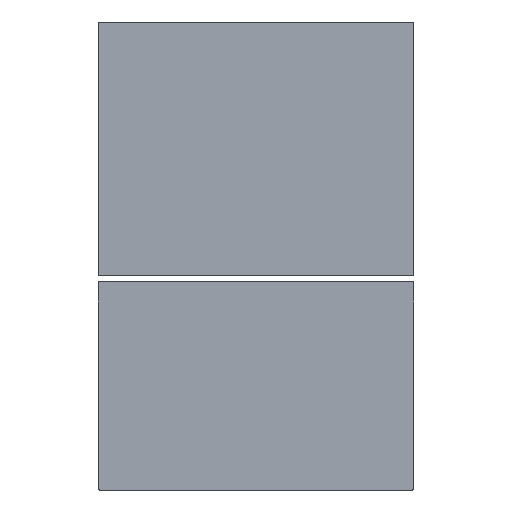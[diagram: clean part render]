
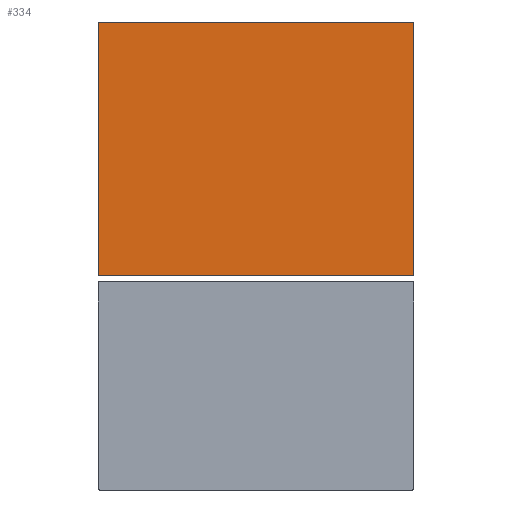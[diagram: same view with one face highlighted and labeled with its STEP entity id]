
A CAD part, front view. The second image highlights one B-rep face of the part: STEP entity #334.
In plain terms, the highlighted planar face has unit normal (0, -1, 0).
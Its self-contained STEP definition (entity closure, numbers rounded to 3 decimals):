
#17=PLANE('',#371);
#30=FACE_OUTER_BOUND('',#50,.T.);
#50=EDGE_LOOP('',(#233,#234,#235,#236,#237,#238,#239,#240));
#71=LINE('',#522,#103);
#72=LINE('',#526,#104);
#73=LINE('',#530,#105);
#74=LINE('',#533,#106);
#103=VECTOR('',#416,10.);
#104=VECTOR('',#419,10.);
#105=VECTOR('',#422,10.);
#106=VECTOR('',#425,10.);
#134=CIRCLE('',#370,1.);
#135=CIRCLE('',#372,1.);
#136=CIRCLE('',#373,1.);
#137=CIRCLE('',#374,1.);
#151=VERTEX_POINT('',#515);
#152=VERTEX_POINT('',#517);
#153=VERTEX_POINT('',#521);
#154=VERTEX_POINT('',#523);
#155=VERTEX_POINT('',#525);
#156=VERTEX_POINT('',#527);
#157=VERTEX_POINT('',#529);
#158=VERTEX_POINT('',#531);
#183=EDGE_CURVE('',#151,#152,#134,.T.);
#185=EDGE_CURVE('',#151,#153,#71,.T.);
#186=EDGE_CURVE('',#154,#153,#135,.T.);
#187=EDGE_CURVE('',#154,#155,#72,.T.);
#188=EDGE_CURVE('',#156,#155,#136,.T.);
#189=EDGE_CURVE('',#156,#157,#73,.T.);
#190=EDGE_CURVE('',#158,#157,#137,.T.);
#191=EDGE_CURVE('',#158,#152,#74,.T.);
#233=ORIENTED_EDGE('',*,*,#183,.F.);
#234=ORIENTED_EDGE('',*,*,#185,.T.);
#235=ORIENTED_EDGE('',*,*,#186,.F.);
#236=ORIENTED_EDGE('',*,*,#187,.T.);
#237=ORIENTED_EDGE('',*,*,#188,.F.);
#238=ORIENTED_EDGE('',*,*,#189,.T.);
#239=ORIENTED_EDGE('',*,*,#190,.F.);
#240=ORIENTED_EDGE('',*,*,#191,.T.);
#334=ADVANCED_FACE('',(#30),#17,.F.);
#370=AXIS2_PLACEMENT_3D('',#518,#411,#412);
#371=AXIS2_PLACEMENT_3D('',#520,#414,#415);
#372=AXIS2_PLACEMENT_3D('',#524,#417,#418);
#373=AXIS2_PLACEMENT_3D('',#528,#420,#421);
#374=AXIS2_PLACEMENT_3D('',#532,#423,#424);
#411=DIRECTION('center_axis',(0.,1.,0.));
#412=DIRECTION('ref_axis',(-0.707,0.,-0.707));
#414=DIRECTION('center_axis',(0.,1.,0.));
#415=DIRECTION('ref_axis',(1.,0.,0.));
#416=DIRECTION('',(1.,0.,0.));
#417=DIRECTION('center_axis',(0.,1.,0.));
#418=DIRECTION('ref_axis',(0.707,0.,-0.707));
#419=DIRECTION('',(0.,0.,1.));
#420=DIRECTION('center_axis',(0.,1.,0.));
#421=DIRECTION('ref_axis',(0.707,0.,0.707));
#422=DIRECTION('',(-1.,0.,0.));
#423=DIRECTION('center_axis',(0.,1.,0.));
#424=DIRECTION('ref_axis',(-0.707,0.,0.707));
#425=DIRECTION('',(0.,0.,-1.));
#515=CARTESIAN_POINT('',(1.5,0.,183.45));
#517=CARTESIAN_POINT('',(0.5,0.,184.45));
#518=CARTESIAN_POINT('Origin',(1.5,0.,184.45));
#520=CARTESIAN_POINT('Origin',(135.,0.,291.475));
#521=CARTESIAN_POINT('',(268.5,0.,183.45));
#522=CARTESIAN_POINT('',(0.5,0.,183.45));
#523=CARTESIAN_POINT('',(269.5,0.,184.45));
#524=CARTESIAN_POINT('Origin',(268.5,0.,184.45));
#525=CARTESIAN_POINT('',(269.5,0.,398.5));
#526=CARTESIAN_POINT('',(269.5,0.,0.5));
#527=CARTESIAN_POINT('',(268.5,0.,399.5));
#528=CARTESIAN_POINT('Origin',(268.5,0.,398.5));
#529=CARTESIAN_POINT('',(1.5,0.,399.5));
#530=CARTESIAN_POINT('',(269.5,0.,399.5));
#531=CARTESIAN_POINT('',(0.5,0.,398.5));
#532=CARTESIAN_POINT('Origin',(1.5,0.,398.5));
#533=CARTESIAN_POINT('',(0.5,0.,399.5));
